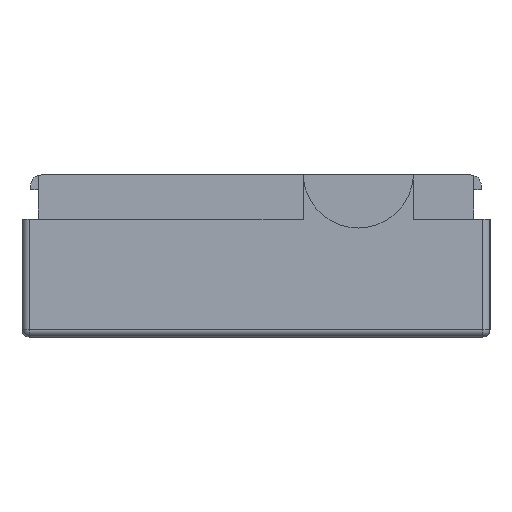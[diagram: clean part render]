
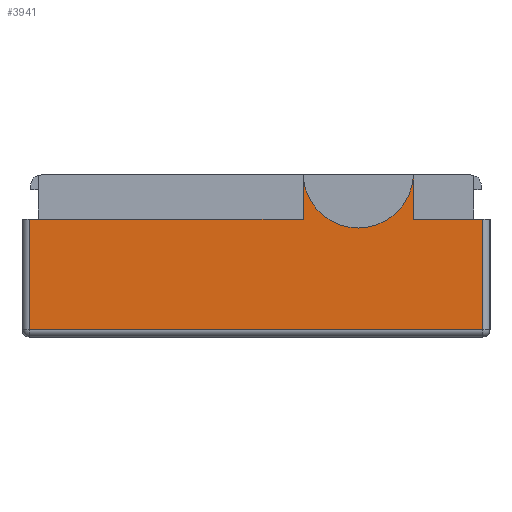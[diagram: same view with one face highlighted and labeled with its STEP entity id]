
A CAD part, left-side view. The second image highlights one B-rep face of the part: STEP entity #3941.
In plain terms, the highlighted planar face has unit normal (-1, 0, 0).
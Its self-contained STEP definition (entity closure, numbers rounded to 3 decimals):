
#126 = CARTESIAN_POINT ( 'NONE',  ( -17.258, 46.821, 33.716 ) ) ;
#208 = VECTOR ( 'NONE', #2629, 1000. ) ;
#356 = PLANE ( 'NONE',  #2061 ) ;
#383 = VECTOR ( 'NONE', #3289, 1000. ) ;
#498 = ORIENTED_EDGE ( 'NONE', *, *, #4312, .F. ) ;
#545 = LINE ( 'NONE', #2084, #3916 ) ;
#602 = VERTEX_POINT ( 'NONE', #3794 ) ;
#781 = DIRECTION ( 'NONE',  ( 0., 0., 1. ) ) ;
#807 = CARTESIAN_POINT ( 'NONE',  ( -17.258, 28.238, 41.216 ) ) ;
#839 = FACE_OUTER_BOUND ( 'NONE', #2369, .T. ) ;
#946 = AXIS2_PLACEMENT_3D ( 'NONE', #1702, #4986, #781 ) ;
#1144 = DIRECTION ( 'NONE',  ( 0., -1., 0. ) ) ;
#1270 = EDGE_CURVE ( 'NONE', #2086, #3502, #1544, .T. ) ;
#1513 = EDGE_CURVE ( 'NONE', #3174, #3502, #2238, .T. ) ;
#1544 = CIRCLE ( 'NONE', #946, 3.75 ) ;
#1673 = CARTESIAN_POINT ( 'NONE',  ( -17.258, 15.551, 33.216 ) ) ;
#1702 = CARTESIAN_POINT ( 'NONE',  ( -17.258, 24.491, 44.366 ) ) ;
#1761 = LINE ( 'NONE', #807, #3138 ) ;
#1856 = CARTESIAN_POINT ( 'NONE',  ( -17.258, 16.051, 41.216 ) ) ;
#1910 = CARTESIAN_POINT ( 'NONE',  ( -17.258, 28.238, 41.216 ) ) ;
#2046 = LINE ( 'NONE', #3934, #3157 ) ;
#2061 = AXIS2_PLACEMENT_3D ( 'NONE', #1673, #5845, #2196 ) ;
#2084 = CARTESIAN_POINT ( 'NONE',  ( -17.258, 15.551, 33.716 ) ) ;
#2086 = VERTEX_POINT ( 'NONE', #5236 ) ;
#2196 = DIRECTION ( 'NONE',  ( 0., 0., -1. ) ) ;
#2238 = LINE ( 'NONE', #5423, #4075 ) ;
#2350 = CARTESIAN_POINT ( 'NONE',  ( -17.258, 20.744, 41.216 ) ) ;
#2369 = EDGE_LOOP ( 'NONE', ( #498, #3485, #5029, #4340, #3776, #5067, #5214, #4287 ) ) ;
#2629 = DIRECTION ( 'NONE',  ( 0., -1., 0. ) ) ;
#2939 = EDGE_CURVE ( 'NONE', #602, #5388, #2046, .T. ) ;
#3138 = VECTOR ( 'NONE', #4001, 1000. ) ;
#3157 = VECTOR ( 'NONE', #5802, 1000. ) ;
#3174 = VERTEX_POINT ( 'NONE', #2350 ) ;
#3225 = VERTEX_POINT ( 'NONE', #1910 ) ;
#3289 = DIRECTION ( 'NONE',  ( 0., 0., 1. ) ) ;
#3443 = VECTOR ( 'NONE', #1144, 1000. ) ;
#3485 = ORIENTED_EDGE ( 'NONE', *, *, #2939, .T. ) ;
#3487 = CARTESIAN_POINT ( 'NONE',  ( -17.258, 15.551, 41.216 ) ) ;
#3502 = VERTEX_POINT ( 'NONE', #4754 ) ;
#3766 = EDGE_CURVE ( 'NONE', #5944, #5927, #4742, .T. ) ;
#3776 = ORIENTED_EDGE ( 'NONE', *, *, #4587, .F. ) ;
#3794 = CARTESIAN_POINT ( 'NONE',  ( -17.258, 46.821, 41.216 ) ) ;
#3910 = EDGE_CURVE ( 'NONE', #3225, #2086, #1761, .T. ) ;
#3916 = VECTOR ( 'NONE', #4362, 1000. ) ;
#3934 = CARTESIAN_POINT ( 'NONE',  ( -17.258, 46.821, 33.216 ) ) ;
#3941 = ADVANCED_FACE ( 'NONE', ( #839 ), #356, .F. ) ;
#4001 = DIRECTION ( 'NONE',  ( 0., 0., 1. ) ) ;
#4075 = VECTOR ( 'NONE', #5939, 1000. ) ;
#4229 = EDGE_CURVE ( 'NONE', #5388, #5944, #545, .T. ) ;
#4245 = CARTESIAN_POINT ( 'NONE',  ( -17.258, 16.051, 33.716 ) ) ;
#4287 = ORIENTED_EDGE ( 'NONE', *, *, #3910, .F. ) ;
#4312 = EDGE_CURVE ( 'NONE', #602, #3225, #4472, .T. ) ;
#4340 = ORIENTED_EDGE ( 'NONE', *, *, #3766, .T. ) ;
#4362 = DIRECTION ( 'NONE',  ( 0., -1., 0. ) ) ;
#4472 = LINE ( 'NONE', #5866, #208 ) ;
#4587 = EDGE_CURVE ( 'NONE', #3174, #5927, #5794, .T. ) ;
#4742 = LINE ( 'NONE', #5570, #383 ) ;
#4754 = CARTESIAN_POINT ( 'NONE',  ( -17.258, 20.744, 44.216 ) ) ;
#4986 = DIRECTION ( 'NONE',  ( -1., 0., 0. ) ) ;
#5029 = ORIENTED_EDGE ( 'NONE', *, *, #4229, .T. ) ;
#5067 = ORIENTED_EDGE ( 'NONE', *, *, #1513, .T. ) ;
#5214 = ORIENTED_EDGE ( 'NONE', *, *, #1270, .F. ) ;
#5236 = CARTESIAN_POINT ( 'NONE',  ( -17.258, 28.238, 44.216 ) ) ;
#5388 = VERTEX_POINT ( 'NONE', #126 ) ;
#5423 = CARTESIAN_POINT ( 'NONE',  ( -17.258, 20.744, 41.216 ) ) ;
#5570 = CARTESIAN_POINT ( 'NONE',  ( -17.258, 16.051, 33.216 ) ) ;
#5794 = LINE ( 'NONE', #3487, #3443 ) ;
#5802 = DIRECTION ( 'NONE',  ( 0., 0., -1. ) ) ;
#5845 = DIRECTION ( 'NONE',  ( 1., 0., 0. ) ) ;
#5866 = CARTESIAN_POINT ( 'NONE',  ( -17.258, 28.238, 41.216 ) ) ;
#5927 = VERTEX_POINT ( 'NONE', #1856 ) ;
#5939 = DIRECTION ( 'NONE',  ( 0., 0., 1. ) ) ;
#5944 = VERTEX_POINT ( 'NONE', #4245 ) ;
